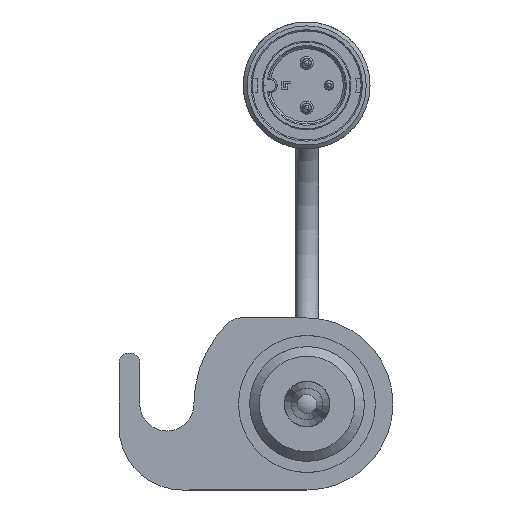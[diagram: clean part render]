
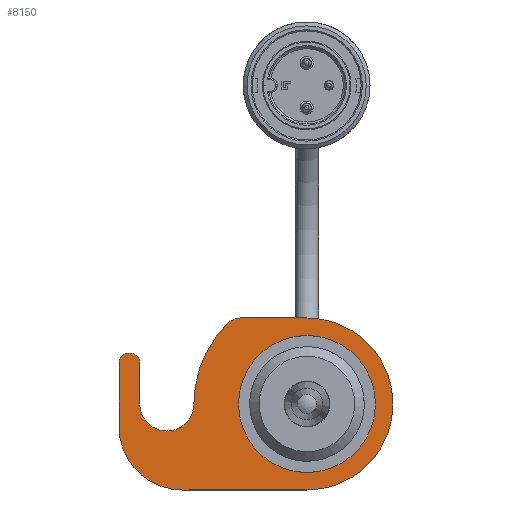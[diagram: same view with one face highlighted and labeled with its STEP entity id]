
A CAD part, left-side view. The second image highlights one B-rep face of the part: STEP entity #8150.
In plain terms, the highlighted planar face has unit normal (-1, 0, 0).
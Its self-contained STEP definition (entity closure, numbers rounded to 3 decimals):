
#703=LINE('',#18104,#1393);
#707=LINE('',#18116,#1397);
#711=LINE('',#18128,#1401);
#715=LINE('',#18140,#1405);
#719=LINE('',#18151,#1409);
#1393=VECTOR('',#11171,10.);
#1397=VECTOR('',#11183,10.);
#1401=VECTOR('',#11195,10.);
#1405=VECTOR('',#11207,10.);
#1409=VECTOR('',#11219,10.);
#1791=PLANE('',#8971);
#1873=FACE_BOUND('',#2796,.T.);
#2294=FACE_OUTER_BOUND('',#2795,.T.);
#2795=EDGE_LOOP('',(#7145,#7146,#7147,#7148,#7149,#7150,#7151,#7152,#7153,
#7154,#7155,#7156));
#2796=EDGE_LOOP('',(#7157));
#3190=CIRCLE('',#8941,10.75);
#3192=CIRCLE('',#8946,3.);
#3194=CIRCLE('',#8949,17.75);
#3196=CIRCLE('',#8952,4.25);
#3198=CIRCLE('',#8956,1.5);
#3200=CIRCLE('',#8960,1.5);
#3202=CIRCLE('',#8964,10.);
#3204=CIRCLE('',#8968,13.5);
#3916=VERTEX_POINT('',#18075);
#3918=VERTEX_POINT('',#18082);
#3919=VERTEX_POINT('',#18083);
#3922=VERTEX_POINT('',#18091);
#3924=VERTEX_POINT('',#18097);
#3926=VERTEX_POINT('',#18103);
#3928=VERTEX_POINT('',#18109);
#3930=VERTEX_POINT('',#18115);
#3932=VERTEX_POINT('',#18121);
#3934=VERTEX_POINT('',#18127);
#3936=VERTEX_POINT('',#18133);
#3938=VERTEX_POINT('',#18139);
#3940=VERTEX_POINT('',#18145);
#4987=EDGE_CURVE('',#3916,#3916,#3190,.T.);
#4989=EDGE_CURVE('',#3918,#3919,#3192,.T.);
#4993=EDGE_CURVE('',#3919,#3922,#3194,.T.);
#4996=EDGE_CURVE('',#3922,#3924,#3196,.T.);
#4999=EDGE_CURVE('',#3924,#3926,#703,.T.);
#5002=EDGE_CURVE('',#3926,#3928,#3198,.T.);
#5005=EDGE_CURVE('',#3928,#3930,#707,.T.);
#5008=EDGE_CURVE('',#3930,#3932,#3200,.T.);
#5011=EDGE_CURVE('',#3932,#3934,#711,.T.);
#5014=EDGE_CURVE('',#3934,#3936,#3202,.T.);
#5017=EDGE_CURVE('',#3936,#3938,#715,.T.);
#5020=EDGE_CURVE('',#3938,#3940,#3204,.T.);
#5023=EDGE_CURVE('',#3940,#3918,#719,.T.);
#7145=ORIENTED_EDGE('',*,*,#5023,.T.);
#7146=ORIENTED_EDGE('',*,*,#4989,.T.);
#7147=ORIENTED_EDGE('',*,*,#4993,.T.);
#7148=ORIENTED_EDGE('',*,*,#4996,.T.);
#7149=ORIENTED_EDGE('',*,*,#4999,.T.);
#7150=ORIENTED_EDGE('',*,*,#5002,.T.);
#7151=ORIENTED_EDGE('',*,*,#5005,.T.);
#7152=ORIENTED_EDGE('',*,*,#5008,.T.);
#7153=ORIENTED_EDGE('',*,*,#5011,.T.);
#7154=ORIENTED_EDGE('',*,*,#5014,.T.);
#7155=ORIENTED_EDGE('',*,*,#5017,.T.);
#7156=ORIENTED_EDGE('',*,*,#5020,.T.);
#7157=ORIENTED_EDGE('',*,*,#4987,.T.);
#8150=ADVANCED_FACE('',(#2294,#1873),#1791,.T.);
#8941=AXIS2_PLACEMENT_3D('',#18076,#11139,#11140);
#8946=AXIS2_PLACEMENT_3D('',#18084,#11149,#11150);
#8949=AXIS2_PLACEMENT_3D('',#18092,#11157,#11158);
#8952=AXIS2_PLACEMENT_3D('',#18098,#11164,#11165);
#8956=AXIS2_PLACEMENT_3D('',#18110,#11176,#11177);
#8960=AXIS2_PLACEMENT_3D('',#18122,#11188,#11189);
#8964=AXIS2_PLACEMENT_3D('',#18134,#11200,#11201);
#8968=AXIS2_PLACEMENT_3D('',#18146,#11212,#11213);
#8971=AXIS2_PLACEMENT_3D('',#18153,#11221,#11222);
#11139=DIRECTION('center_axis',(1.,0.,0.));
#11140=DIRECTION('ref_axis',(0.,0.,-1.));
#11149=DIRECTION('center_axis',(-1.,0.,0.));
#11150=DIRECTION('ref_axis',(0.,0.,1.));
#11157=DIRECTION('center_axis',(-1.,0.,0.));
#11158=DIRECTION('ref_axis',(0.,0.702,0.712));
#11164=DIRECTION('center_axis',(1.,0.,0.));
#11165=DIRECTION('ref_axis',(0.,-1.,0.));
#11171=DIRECTION('',(0.,0.,1.));
#11176=DIRECTION('center_axis',(-1.,0.,0.));
#11177=DIRECTION('ref_axis',(0.,-1.,0.));
#11183=DIRECTION('',(0.,1.,0.));
#11188=DIRECTION('center_axis',(-1.,0.,0.));
#11189=DIRECTION('ref_axis',(0.,0.,1.));
#11195=DIRECTION('',(0.,0.,-1.));
#11200=DIRECTION('center_axis',(-1.,0.,0.));
#11201=DIRECTION('ref_axis',(0.,1.,0.));
#11207=DIRECTION('',(0.,-1.,0.));
#11212=DIRECTION('center_axis',(-1.,0.,0.));
#11213=DIRECTION('ref_axis',(0.,0.,-1.));
#11219=DIRECTION('',(0.,1.,0.));
#11221=DIRECTION('center_axis',(-1.,0.,0.));
#11222=DIRECTION('ref_axis',(0.,0.,-1.));
#18075=CARTESIAN_POINT('',(0.,0.,
10.75));
#18076=CARTESIAN_POINT('Origin',(0.,0.,
0.));
#18082=CARTESIAN_POINT('',(0.,10.359,13.5));
#18083=CARTESIAN_POINT('',(0.,12.466,12.636));
#18084=CARTESIAN_POINT('Origin',(0.,10.359,
10.5));
#18091=CARTESIAN_POINT('',(0.,17.75,0.));
#18092=CARTESIAN_POINT('Origin',(0.,0.,
0.));
#18097=CARTESIAN_POINT('',(0.,26.25,0.));
#18098=CARTESIAN_POINT('Origin',(0.,22.,
0.));
#18103=CARTESIAN_POINT('',(0.,26.25,6.5));
#18104=CARTESIAN_POINT('',(0.,26.25,0.));
#18109=CARTESIAN_POINT('',(0.,27.75,8.));
#18110=CARTESIAN_POINT('Origin',(0.,27.75,
6.5));
#18115=CARTESIAN_POINT('',(0.,28.,8.));
#18116=CARTESIAN_POINT('',(0.,27.75,8.));
#18121=CARTESIAN_POINT('',(0.,29.5,6.5));
#18122=CARTESIAN_POINT('Origin',(0.,28.,
6.5));
#18127=CARTESIAN_POINT('',(0.,29.5,-3.5));
#18128=CARTESIAN_POINT('',(0.,29.5,6.5));
#18133=CARTESIAN_POINT('',(0.,19.5,-13.5));
#18134=CARTESIAN_POINT('Origin',(0.,19.5,
-3.5));
#18139=CARTESIAN_POINT('',(0.,0.,
-13.5));
#18140=CARTESIAN_POINT('',(0.,19.5,-13.5));
#18145=CARTESIAN_POINT('',(0.,0.,13.5));
#18146=CARTESIAN_POINT('Origin',(0.,0.,
0.));
#18151=CARTESIAN_POINT('',(0.,0.,13.5));
#18153=CARTESIAN_POINT('Origin',(0.,10.814,
-0.937));
